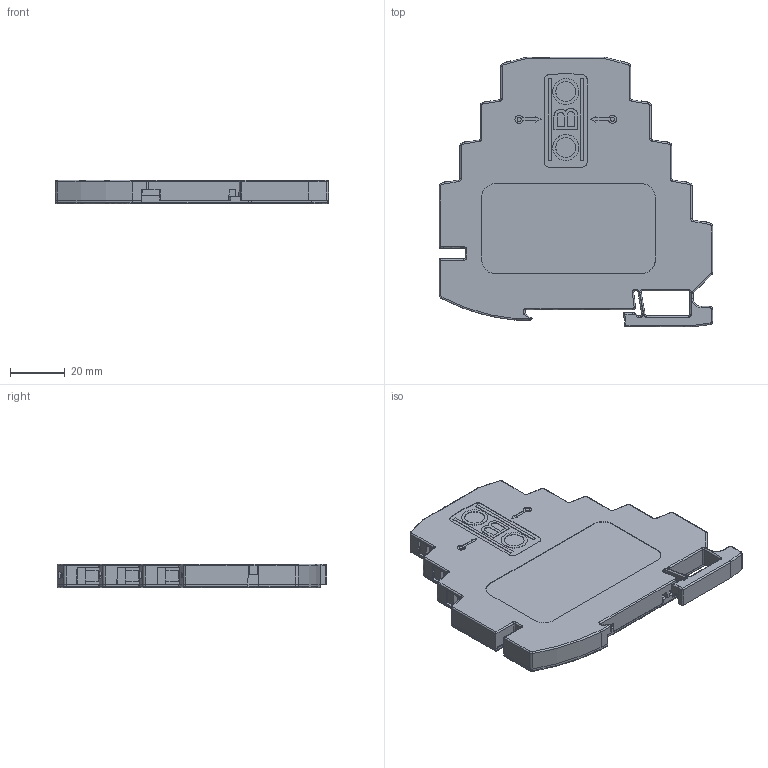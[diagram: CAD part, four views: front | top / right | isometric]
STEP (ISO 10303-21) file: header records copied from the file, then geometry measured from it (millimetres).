
FILE_DESCRIPTION(/* description */ (''),/* implementation_level */ '2;1');
FILE_NAME(/* name */ '5098407',/* time_stamp */ '2015-04-24T09:25:39+02:00',/* author */ (''),/* organization */ (''),/* preprocessor_version */ 'ST-DEVELOPER v15',/* originating_system */ '',/* authorisation */ '');
FILE_SCHEMA (('CONFIG_CONTROL_DESIGN'));
Length unit declared in the file: millimetre
Products named in the file (2): Document; Block 01
Assembly tree (1 placements, depth 2):
  Document
    Block 01
Bounding box: 100 x 98.74 x 8.7 mm (x, y, z)
Volume: 30568.3 mm3; surface area: 42806 mm2
Topology: 11 solids, 12 shells, 1591 faces, 4198 edges, 2675 vertices
Faces by surface type: plane 1053, bspline 538
Entity records: 68815 total; most frequent: CARTESIAN_POINT 42314, ORIENTED_EDGE 8372, EDGE_CURVE 4188, B_SPLINE_CURVE_WITH_KNOTS 2916, VERTEX_POINT 2675, EDGE_LOOP 1664, ADVANCED_FACE 1591, FACE_OUTER_BOUND 1591
